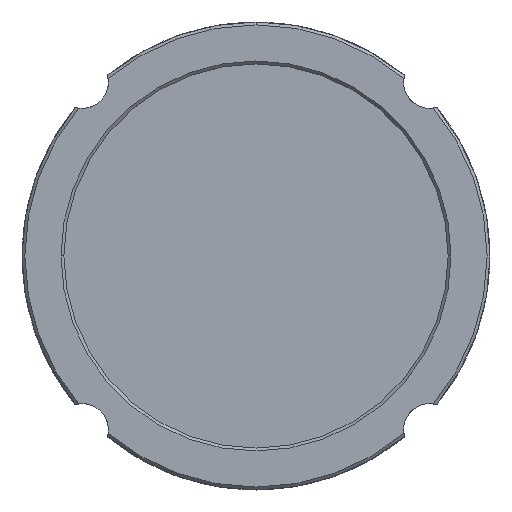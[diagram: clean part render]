
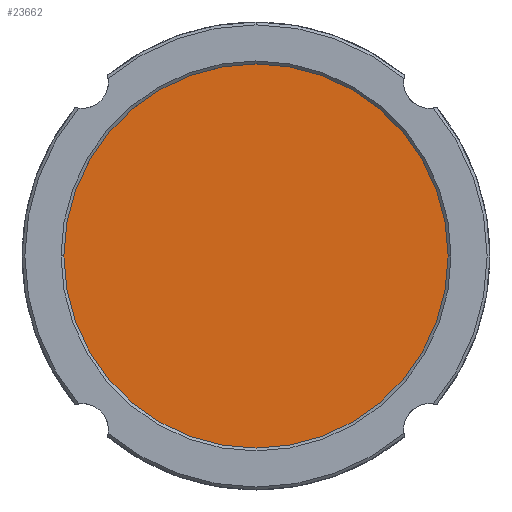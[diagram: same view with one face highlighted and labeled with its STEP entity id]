
A CAD part, top view. The second image highlights one B-rep face of the part: STEP entity #23662.
In plain terms, the highlighted planar face has unit normal (0, 0, 1).
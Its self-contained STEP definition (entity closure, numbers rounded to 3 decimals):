
#5503 = CARTESIAN_POINT ( 'NONE',  ( 0., 0., 54.2 ) ) ;
#5602 = DIRECTION ( 'NONE',  ( 0., 1., 0. ) ) ;
#5603 = DIRECTION ( 'NONE',  ( 0., 0., -1. ) ) ;
#5604 = AXIS2_PLACEMENT_3D ( 'NONE', #5503, #5603, #5602 ) ;
#5605 = CIRCLE ( 'NONE', #5604, 66.5 ) ;
#5879 = DIRECTION ( 'NONE',  ( 0., 1., 0. ) ) ;
#5880 = DIRECTION ( 'NONE',  ( 0., 0., -1. ) ) ;
#5881 = AXIS2_PLACEMENT_3D ( 'NONE', #5894, #5880, #5879 ) ;
#5894 = CARTESIAN_POINT ( 'NONE',  ( -41.6, -63.322, 54.2 ) ) ;
#5895 = PLANE ( 'NONE',  #5881 ) ;
#5902 = FACE_OUTER_BOUND ( 'NONE', #23663, .T. ) ;
#5991 = CARTESIAN_POINT ( 'NONE',  ( 0., 66.5, 54.2 ) ) ;
#5992 = CARTESIAN_POINT ( 'NONE',  ( 0., -66.5, 54.2 ) ) ;
#5993 = DIRECTION ( 'NONE',  ( 0., 1., 0. ) ) ;
#5995 = DIRECTION ( 'NONE',  ( 0., 0., -1. ) ) ;
#5996 = CARTESIAN_POINT ( 'NONE',  ( 0., 0., 54.2 ) ) ;
#5997 = AXIS2_PLACEMENT_3D ( 'NONE', #5996, #5995, #5993 ) ;
#6003 = CIRCLE ( 'NONE', #5997, 66.5 ) ;
#20192 = EDGE_CURVE ( 'NONE', #20315, #20314, #5605, .T. ) ;
#20313 = EDGE_CURVE ( 'NONE', #20314, #20315, #6003, .T. ) ;
#20314 = VERTEX_POINT ( 'NONE', #5992 ) ;
#20315 = VERTEX_POINT ( 'NONE', #5991 ) ;
#23662 = ADVANCED_FACE ( 'NONE', ( #5902 ), #5895, .F. ) ;
#23663 = EDGE_LOOP ( 'NONE', ( #23664, #23665 ) ) ;
#23664 = ORIENTED_EDGE ( 'NONE', *, *, #20313, .F. ) ;
#23665 = ORIENTED_EDGE ( 'NONE', *, *, #20192, .F. ) ;
